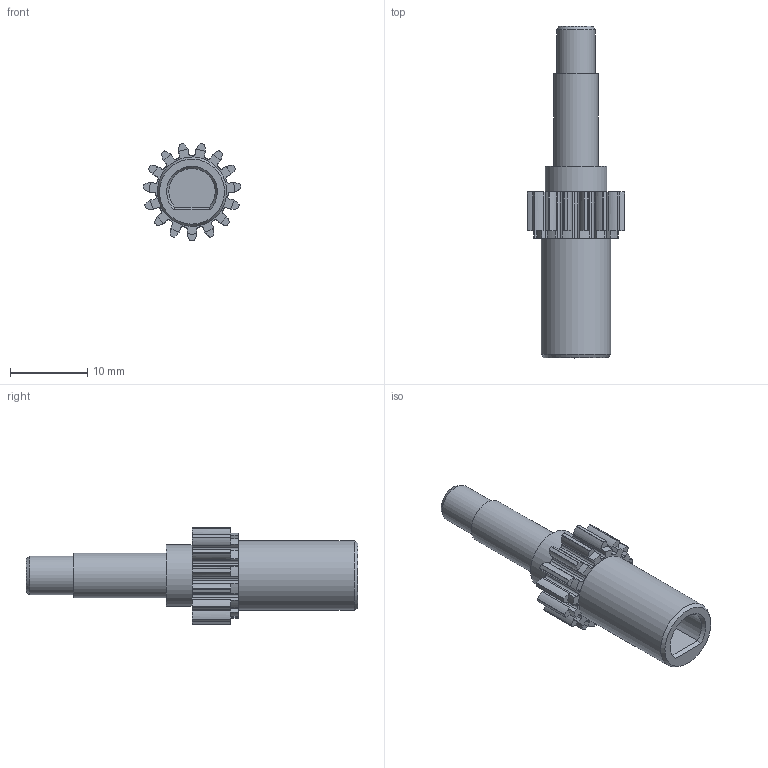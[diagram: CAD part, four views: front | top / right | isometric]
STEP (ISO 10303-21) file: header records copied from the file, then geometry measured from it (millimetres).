
FILE_DESCRIPTION(/* description */ (''),/* implementation_level */ '2;1');
FILE_NAME(/* name */ 'ACWA-0013-BB_MANCHON_MOT_BL_BRAS v12.step',/* time_stamp */ '2024-03-11T10:42:47+01:00',/* author */ (''),/* organization */ (''),/* preprocessor_version */ 'ST-DEVELOPER v20',/* originating_system */ 'Autodesk Translation Framework v12.20.1.177',/* authorisation */ '');
FILE_SCHEMA (('AUTOMOTIVE_DESIGN { 1 0 10303 214 3 1 1 }'));
Length unit declared in the file: millimetre
Products named in the file (1): ACWA-0013-BB_MANCHON_MOT_BL_BRAS
Bounding box: 12.65 x 43 x 12.58 mm (x, y, z)
Volume: 1772.3 mm3; surface area: 1691.1 mm2
Topology: 1 solids, 1 shells, 227 faces, 626 edges, 406 vertices
Faces by surface type: cylinder 110, plane 84, bspline 30, cone 3
Full cylindrical faces by diameter (mm): 5 x1, 5.8 x1, 8 x1, 9 x1
Entity records: 7559 total; most frequent: CARTESIAN_POINT 1774, ORIENTED_EDGE 1252, DIRECTION 1183, EDGE_CURVE 626, AXIS2_PLACEMENT_3D 451, VERTEX_POINT 406, LINE 281, VECTOR 281
